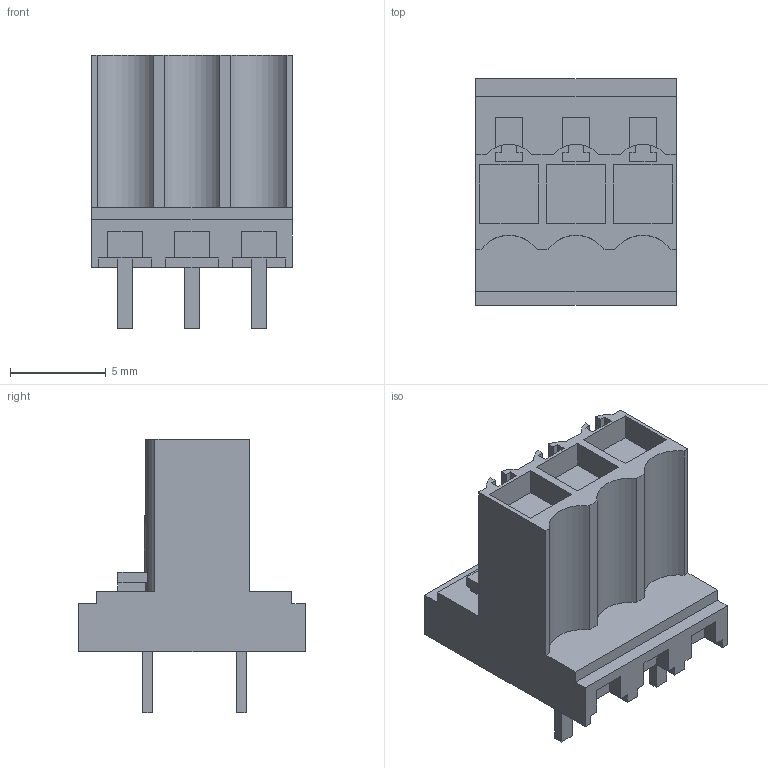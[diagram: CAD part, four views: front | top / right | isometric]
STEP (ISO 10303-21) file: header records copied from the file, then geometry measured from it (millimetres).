
FILE_DESCRIPTION(('CATIA V5 STEP Exchange','CAx-IF Rec.Pracs.--- Model Styling and Organization---1.2---2011-12-15'),'2;1');
FILE_NAME ('D1451601_0_1376320000_1376320000.stp','2017-04-29T07:12:56+00:00',('none'),('Weidmueller'),'CATIA Version 5-6 Release 2014','CATIA V5 STEP AP214','none');
FILE_SCHEMA(('AUTOMOTIVE_DESIGN { 1 0 10303 214 1 1 1 1 }'));
Length unit declared in the file: millimetre
Products named in the file (1): 1376320000
Bounding box: 10.5 x 11.85 x 14.3 mm (x, y, z)
Volume: 680.5 mm3; surface area: 831.2 mm2
Topology: 4 solids, 4 shells, 155 faces, 440 edges, 296 vertices
Faces by surface type: plane 149, cylinder 6
Entity records: 4789 total; most frequent: ORIENTED_EDGE 880, CARTESIAN_POINT 857, DIRECTION 680, EDGE_CURVE 440, VECTOR 410, LINE 410, VERTEX_POINT 296, EDGE_LOOP 158
